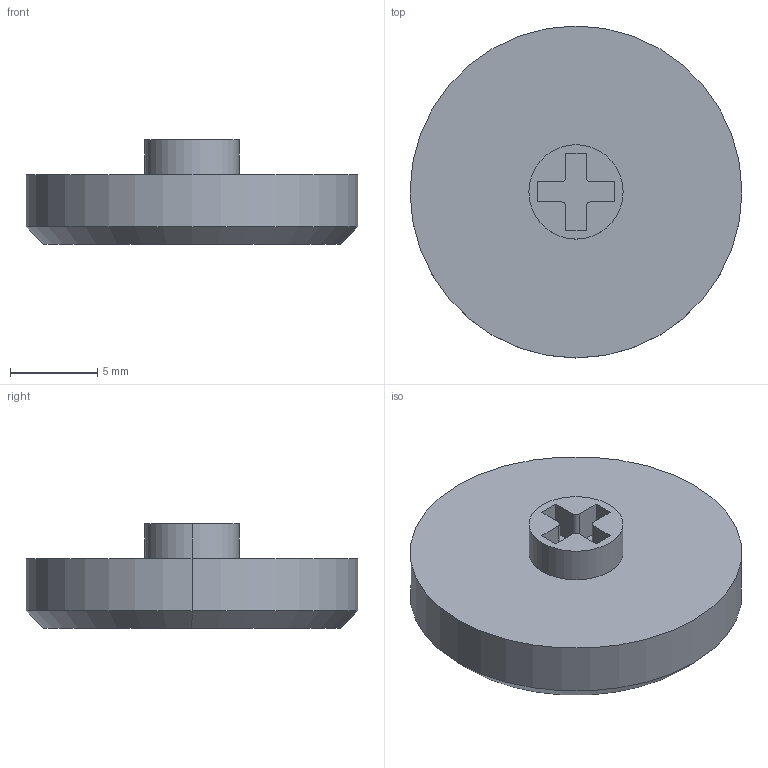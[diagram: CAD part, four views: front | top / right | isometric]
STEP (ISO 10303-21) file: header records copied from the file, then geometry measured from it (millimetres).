
FILE_DESCRIPTION (( 'STEP AP214' ), '1' );
FILE_NAME ('prism_buttons.STEP', '2024-02-20T00:38:10', ( '' ), ( '' ), 'SwSTEP 2.0', 'SolidWorks 2024', '' );
FILE_SCHEMA (( 'AUTOMOTIVE_DESIGN' ));
Length unit declared in the file: millimetre
Products named in the file (1): prism_buttons
Bounding box: 19 x 19 x 6 mm (x, y, z)
Volume: 1133.4 mm3; surface area: 837.8 mm2
Topology: 1 solids, 1 shells, 26 faces, 64 edges, 42 vertices
Faces by surface type: plane 16, cylinder 8, cone 2
Entity records: 793 total; most frequent: DIRECTION 136, CARTESIAN_POINT 133, ORIENTED_EDGE 128, EDGE_CURVE 64, VECTOR 46, LINE 46, AXIS2_PLACEMENT_3D 45, VERTEX_POINT 42
